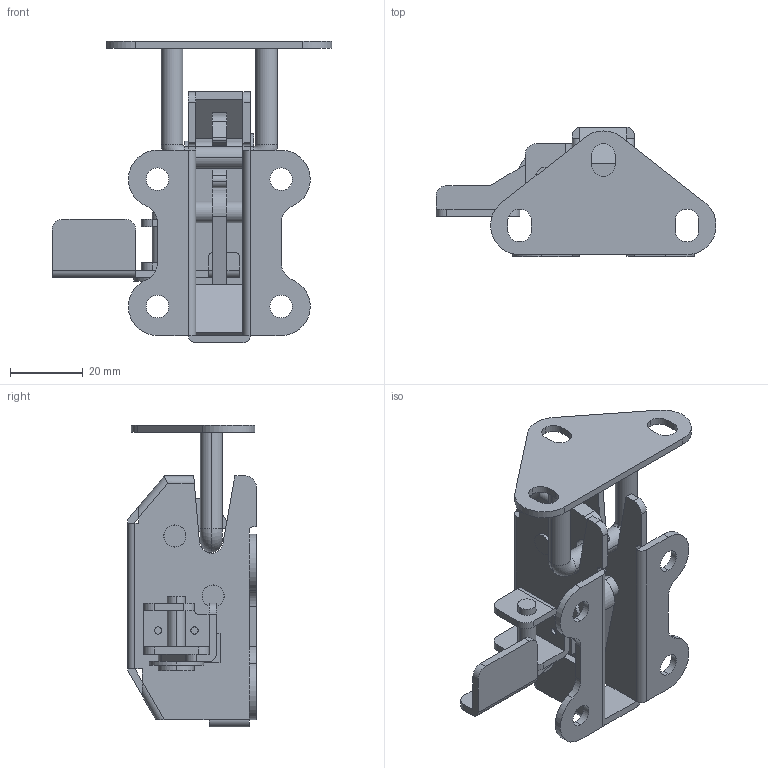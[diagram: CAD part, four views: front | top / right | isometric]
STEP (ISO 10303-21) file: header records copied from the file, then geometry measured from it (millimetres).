
FILE_DESCRIPTION (( 'STEP AP203' ), '1' );
FILE_NAME ('C-450-3L.STEP', '2018-08-06T07:47:04', ( '' ), ( '' ), 'SwSTEP 2.0', 'SolidWorks 2014', '' );
FILE_SCHEMA (( 'CONFIG_CONTROL_DESIGN' ));
Length unit declared in the file: millimetre
Products named in the file (9): C-450-3_ピン; C-450-3L; C-450-3シャフト1_; C-450-3_レバー; C-450-3カム1_; C-450-3_レバー台座; C-450-3受け金具_; C-450-3カム2_; C-450-3_ケース
Assembly tree (9 placements, depth 2):
  C-450-3L
    C-450-3_ケース
    C-450-3_レバー
    C-450-3_レバー台座
    C-450-3_ピン
    C-450-3カム1_
    C-450-3カム2_
    C-450-3シャフト1_  x2
    C-450-3受け金具_
Bounding box: 76.97 x 35.4 x 83 mm (x, y, z)
Volume: 23953.2 mm3; surface area: 25264.7 mm2
Topology: 9 solids, 9 shells, 266 faces, 700 edges, 450 vertices
Faces by surface type: cylinder 131, plane 131, torus 4
Entity records: 9143 total; most frequent: DIRECTION 1470, CARTESIAN_POINT 1431, ORIENTED_EDGE 1376, EDGE_CURVE 688, AXIS2_PLACEMENT_3D 521, VERTEX_POINT 442, VECTOR 428, LINE 428
